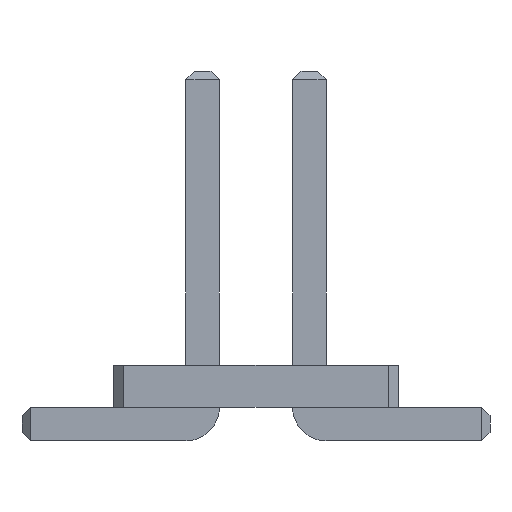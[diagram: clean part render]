
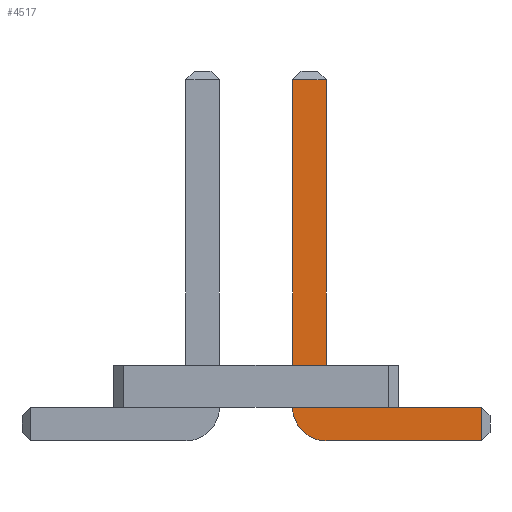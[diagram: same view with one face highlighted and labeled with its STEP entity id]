
A CAD part, front view. The second image highlights one B-rep face of the part: STEP entity #4517.
In plain terms, the highlighted planar face has unit normal (0, -1, 0).
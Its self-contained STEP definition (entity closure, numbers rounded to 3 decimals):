
#67=DIRECTION('',(1.,0.,0.));
#2036=VECTOR('',#67,1.);
#2089=DIRECTION('',(-1.,0.,0.));
#4315=VECTOR('',#2089,1.);
#4323=DIRECTION('',(-0.,1.,0.));
#4324=DIRECTION('',(0.,0.,-1.));
#4331=VECTOR('',#4332,1.);
#4332=DIRECTION('',(0.,0.,1.));
#4343=VECTOR('',#4324,1.);
#4355=DIRECTION('',(0.,1.,0.));
#4356=DIRECTION('',(1.,0.,0.));
#4363=VERTEX_POINT('',#4364);
#4364=CARTESIAN_POINT('',(2.685,-21.79,0.));
#4367=ORIENTED_EDGE('',*,*,#4368,.T.);
#4368=EDGE_CURVE('',#4363,#4369,#4371,.T.);
#4369=VERTEX_POINT('',#4370);
#4370=CARTESIAN_POINT('',(0.835,-21.79,0.));
#4371=LINE('',#4372,#4315);
#4372=CARTESIAN_POINT('',(2.785,-21.79,0.));
#4411=VERTEX_POINT('',#4412);
#4412=CARTESIAN_POINT('',(0.435,-21.79,0.4));
#4415=EDGE_CURVE('',#4369,#4411,#4416,.T.);
#4416=CIRCLE('',#4417,0.4);
#4417=AXIS2_PLACEMENT_3D('',#4418,#4323,#4324);
#4418=CARTESIAN_POINT('',(0.835,-21.79,0.4));
#4427=VERTEX_POINT('',#4418);
#4429=ORIENTED_EDGE('',*,*,#4430,.T.);
#4430=EDGE_CURVE('',#4427,#4431,#4433,.T.);
#4431=VERTEX_POINT('',#4432);
#4432=CARTESIAN_POINT('',(2.685,-21.79,0.4));
#4433=LINE('',#4418,#2036);
#4443=ORIENTED_EDGE('',*,*,#4444,.T.);
#4444=EDGE_CURVE('',#4411,#4445,#4447,.T.);
#4445=VERTEX_POINT('',#4446);
#4446=CARTESIAN_POINT('',(0.435,-21.79,4.3));
#4447=LINE('',#4448,#4331);
#4448=CARTESIAN_POINT('',(0.435,-21.79,0.));
#4461=VERTEX_POINT('',#4462);
#4462=CARTESIAN_POINT('',(0.835,-21.79,4.3));
#4464=ORIENTED_EDGE('',*,*,#4465,.T.);
#4465=EDGE_CURVE('',#4461,#4427,#4466,.T.);
#4466=LINE('',#4467,#4343);
#4467=CARTESIAN_POINT('',(0.835,-21.79,4.4));
#4517=ADVANCED_FACE('',(#4518),#4527,.F.);
#4518=FACE_BOUND('',#4519,.F.);
#4519=EDGE_LOOP('',(#4367,#4520,#4443,#4521,#4464,#4429,#4524));
#4520=ORIENTED_EDGE('',*,*,#4415,.T.);
#4521=ORIENTED_EDGE('',*,*,#4522,.T.);
#4522=EDGE_CURVE('',#4445,#4461,#4523,.T.);
#4523=LINE('',#4446,#2036);
#4524=ORIENTED_EDGE('',*,*,#4525,.T.);
#4525=EDGE_CURVE('',#4431,#4363,#4526,.T.);
#4526=LINE('',#4432,#4343);
#4527=PLANE('',#4528);
#4528=AXIS2_PLACEMENT_3D('',#4529,#4355,#4356);
#4529=CARTESIAN_POINT('',(1.032,-21.79,1.622));
